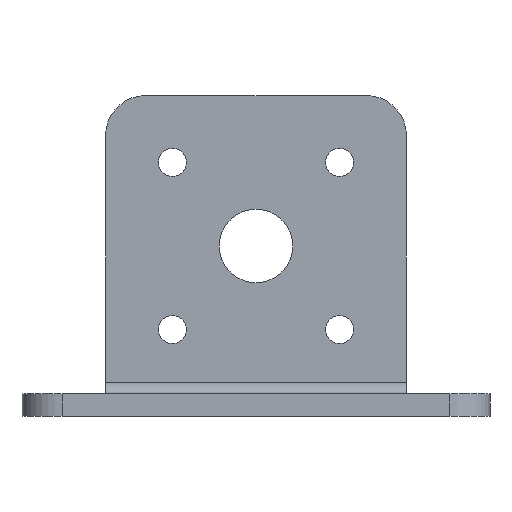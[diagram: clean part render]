
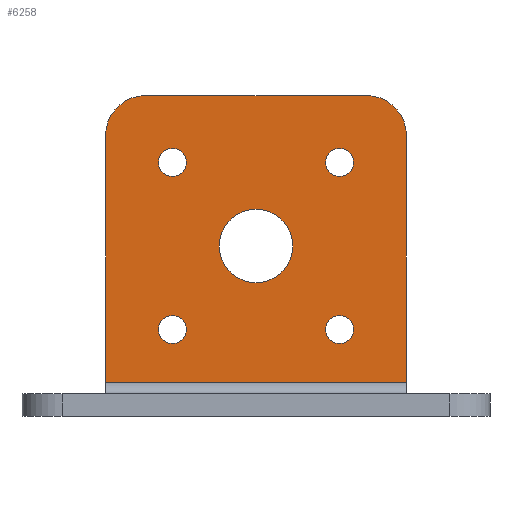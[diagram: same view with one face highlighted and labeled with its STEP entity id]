
A CAD part, front view. The second image highlights one B-rep face of the part: STEP entity #6258.
In plain terms, the highlighted planar face has unit normal (0, -1, 0).
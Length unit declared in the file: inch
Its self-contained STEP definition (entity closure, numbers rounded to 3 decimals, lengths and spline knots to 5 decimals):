
#297=DIRECTION('',(-1.,0.,0.));
#298=VECTOR('',#297,1.77165);
#299=CARTESIAN_POINT('',(0.88583,0.,0.20079));
#300=LINE('',#299,#298);
#1331=CARTESIAN_POINT('',(0.64961,0.,1.65354));
#1332=DIRECTION('',(0.,-1.,0.));
#1333=DIRECTION('',(1.,0.,0.));
#1334=AXIS2_PLACEMENT_3D('',#1331,#1332,#1333);
#1336=DIRECTION('',(0.,0.,-1.));
#1337=VECTOR('',#1336,1.45276);
#1338=CARTESIAN_POINT('',(0.88583,0.,1.65354));
#1339=LINE('',#1338,#1337);
#1340=DIRECTION('',(0.,0.,1.));
#1341=VECTOR('',#1340,1.45276);
#1342=CARTESIAN_POINT('',(-0.88583,0.,0.20079));
#1343=LINE('',#1342,#1341);
#1344=CARTESIAN_POINT('',(-0.64961,0.,1.65354));
#1345=DIRECTION('',(0.,-1.,0.));
#1346=DIRECTION('',(0.,0.,1.));
#1347=AXIS2_PLACEMENT_3D('',#1344,#1345,#1346);
#1349=DIRECTION('',(1.,0.,0.));
#1350=VECTOR('',#1349,1.29921);
#1351=CARTESIAN_POINT('',(-0.64961,0.,1.88976));
#1352=LINE('',#1351,#1350);
#1353=CARTESIAN_POINT('',(0.,0.,1.00394));
#1354=DIRECTION('',(0.,1.,0.));
#1355=DIRECTION('',(1.,0.,0.));
#1356=AXIS2_PLACEMENT_3D('',#1353,#1354,#1355);
#1358=CARTESIAN_POINT('',(0.,0.,1.00394));
#1359=DIRECTION('',(0.,1.,0.));
#1360=DIRECTION('',(-1.,0.,0.));
#1361=AXIS2_PLACEMENT_3D('',#1358,#1359,#1360);
#1363=CARTESIAN_POINT('',(0.49213,0.,1.49606));
#1364=DIRECTION('',(0.,1.,0.));
#1365=DIRECTION('',(1.,0.,0.));
#1366=AXIS2_PLACEMENT_3D('',#1363,#1364,#1365);
#1368=CARTESIAN_POINT('',(0.49213,0.,1.49606));
#1369=DIRECTION('',(0.,1.,0.));
#1370=DIRECTION('',(-1.,0.,0.));
#1371=AXIS2_PLACEMENT_3D('',#1368,#1369,#1370);
#1373=CARTESIAN_POINT('',(-0.49213,0.,1.49606));
#1374=DIRECTION('',(0.,1.,0.));
#1375=DIRECTION('',(1.,0.,0.));
#1376=AXIS2_PLACEMENT_3D('',#1373,#1374,#1375);
#1378=CARTESIAN_POINT('',(-0.49213,0.,1.49606));
#1379=DIRECTION('',(0.,1.,0.));
#1380=DIRECTION('',(-1.,0.,0.));
#1381=AXIS2_PLACEMENT_3D('',#1378,#1379,#1380);
#1383=CARTESIAN_POINT('',(0.49213,0.,0.51181));
#1384=DIRECTION('',(0.,1.,0.));
#1385=DIRECTION('',(1.,0.,0.));
#1386=AXIS2_PLACEMENT_3D('',#1383,#1384,#1385);
#1388=CARTESIAN_POINT('',(0.49213,0.,0.51181));
#1389=DIRECTION('',(0.,1.,0.));
#1390=DIRECTION('',(-1.,0.,0.));
#1391=AXIS2_PLACEMENT_3D('',#1388,#1389,#1390);
#1393=CARTESIAN_POINT('',(-0.49213,0.,0.51181));
#1394=DIRECTION('',(0.,1.,0.));
#1395=DIRECTION('',(1.,0.,0.));
#1396=AXIS2_PLACEMENT_3D('',#1393,#1394,#1395);
#1398=CARTESIAN_POINT('',(-0.49213,0.,0.51181));
#1399=DIRECTION('',(0.,1.,0.));
#1400=DIRECTION('',(-1.,0.,0.));
#1401=AXIS2_PLACEMENT_3D('',#1398,#1399,#1400);
#3943=CARTESIAN_POINT('',(0.88583,0.,0.20079));
#3944=CARTESIAN_POINT('',(-0.88583,0.,0.20079));
#3945=VERTEX_POINT('',#3943);
#3946=VERTEX_POINT('',#3944);
#4059=CARTESIAN_POINT('',(0.21654,0.,1.00394));
#4060=CARTESIAN_POINT('',(-0.21654,0.,1.00394));
#4061=VERTEX_POINT('',#4059);
#4062=VERTEX_POINT('',#4060);
#4063=CARTESIAN_POINT('',(0.5748,0.,1.49606));
#4065=VERTEX_POINT('',#4063);
#4067=CARTESIAN_POINT('',(0.40945,0.,1.49606));
#4069=VERTEX_POINT('',#4067);
#4103=CARTESIAN_POINT('',(0.88583,0.,1.65354));
#4104=CARTESIAN_POINT('',(0.64961,0.,1.88976));
#4105=VERTEX_POINT('',#4103);
#4106=VERTEX_POINT('',#4104);
#4111=CARTESIAN_POINT('',(-0.64961,0.,1.88976));
#4112=CARTESIAN_POINT('',(-0.88583,0.,1.65354));
#4113=VERTEX_POINT('',#4111);
#4114=VERTEX_POINT('',#4112);
#4139=CARTESIAN_POINT('',(-0.40945,0.,1.49606));
#4140=CARTESIAN_POINT('',(-0.5748,0.,1.49606));
#4141=VERTEX_POINT('',#4139);
#4142=VERTEX_POINT('',#4140);
#4147=CARTESIAN_POINT('',(0.5748,0.,0.51181));
#4148=CARTESIAN_POINT('',(0.40945,0.,0.51181));
#4149=VERTEX_POINT('',#4147);
#4150=VERTEX_POINT('',#4148);
#4155=CARTESIAN_POINT('',(-0.40945,0.,0.51181));
#4156=CARTESIAN_POINT('',(-0.5748,0.,0.51181));
#4157=VERTEX_POINT('',#4155);
#4158=VERTEX_POINT('',#4156);
#6212=CARTESIAN_POINT('',(0.72315,0.,0.13386));
#6213=DIRECTION('',(0.,1.,0.));
#6214=DIRECTION('',(-1.,0.,0.));
#6215=AXIS2_PLACEMENT_3D('',#6212,#6213,#6214);
#6216=PLANE('',#6215);
#6217=ORIENTED_EDGE('',*,*,#6202,.F.);
#6218=ORIENTED_EDGE('',*,*,#6192,.T.);
#6219=ORIENTED_EDGE('',*,*,#5571,.T.);
#6221=ORIENTED_EDGE('',*,*,#6220,.T.);
#6223=ORIENTED_EDGE('',*,*,#6222,.F.);
#6225=ORIENTED_EDGE('',*,*,#6224,.T.);
#6226=EDGE_LOOP('',(#6217,#6218,#6219,#6221,#6223,#6225));
#6227=FACE_OUTER_BOUND('',#6226,.F.);
#6229=ORIENTED_EDGE('',*,*,#6228,.F.);
#6231=ORIENTED_EDGE('',*,*,#6230,.F.);
#6232=EDGE_LOOP('',(#6229,#6231));
#6233=FACE_BOUND('',#6232,.F.);
#6235=ORIENTED_EDGE('',*,*,#6234,.F.);
#6237=ORIENTED_EDGE('',*,*,#6236,.F.);
#6238=EDGE_LOOP('',(#6235,#6237));
#6239=FACE_BOUND('',#6238,.F.);
#6241=ORIENTED_EDGE('',*,*,#6240,.F.);
#6243=ORIENTED_EDGE('',*,*,#6242,.F.);
#6244=EDGE_LOOP('',(#6241,#6243));
#6245=FACE_BOUND('',#6244,.F.);
#6247=ORIENTED_EDGE('',*,*,#6246,.F.);
#6249=ORIENTED_EDGE('',*,*,#6248,.F.);
#6250=EDGE_LOOP('',(#6247,#6249));
#6251=FACE_BOUND('',#6250,.F.);
#6253=ORIENTED_EDGE('',*,*,#6252,.F.);
#6255=ORIENTED_EDGE('',*,*,#6254,.F.);
#6256=EDGE_LOOP('',(#6253,#6255));
#6257=FACE_BOUND('',#6256,.F.);
#6258=ADVANCED_FACE('',(#6227,#6233,#6239,#6245,#6251,#6257),#6216,.F.);
#1335=CIRCLE('',#1334,0.23622);
#1348=CIRCLE('',#1347,0.23622);
#1357=CIRCLE('',#1356,0.21654);
#1362=CIRCLE('',#1361,0.21654);
#1367=CIRCLE('',#1366,0.08268);
#1372=CIRCLE('',#1371,0.08268);
#1377=CIRCLE('',#1376,0.08268);
#1382=CIRCLE('',#1381,0.08268);
#1387=CIRCLE('',#1386,0.08268);
#1392=CIRCLE('',#1391,0.08268);
#1397=CIRCLE('',#1396,0.08268);
#1402=CIRCLE('',#1401,0.08268);
#5571=EDGE_CURVE('',#3945,#3946,#300,.T.);
#6192=EDGE_CURVE('',#4105,#3945,#1339,.T.);
#6202=EDGE_CURVE('',#4105,#4106,#1335,.T.);
#6220=EDGE_CURVE('',#3946,#4114,#1343,.T.);
#6222=EDGE_CURVE('',#4113,#4114,#1348,.T.);
#6224=EDGE_CURVE('',#4113,#4106,#1352,.T.);
#6228=EDGE_CURVE('',#4061,#4062,#1357,.T.);
#6230=EDGE_CURVE('',#4062,#4061,#1362,.T.);
#6234=EDGE_CURVE('',#4065,#4069,#1367,.T.);
#6236=EDGE_CURVE('',#4069,#4065,#1372,.T.);
#6240=EDGE_CURVE('',#4141,#4142,#1377,.T.);
#6242=EDGE_CURVE('',#4142,#4141,#1382,.T.);
#6246=EDGE_CURVE('',#4149,#4150,#1387,.T.);
#6248=EDGE_CURVE('',#4150,#4149,#1392,.T.);
#6252=EDGE_CURVE('',#4157,#4158,#1397,.T.);
#6254=EDGE_CURVE('',#4158,#4157,#1402,.T.);
